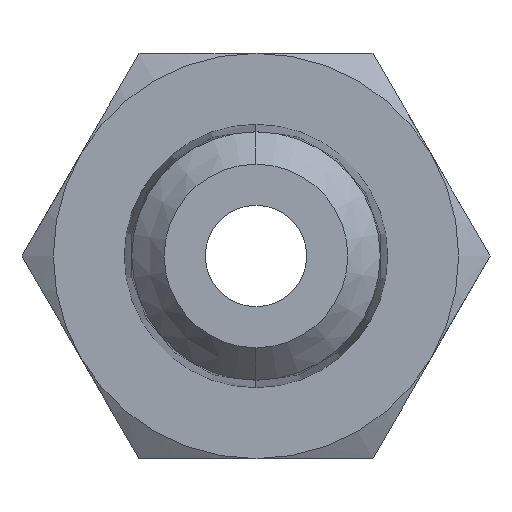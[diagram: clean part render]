
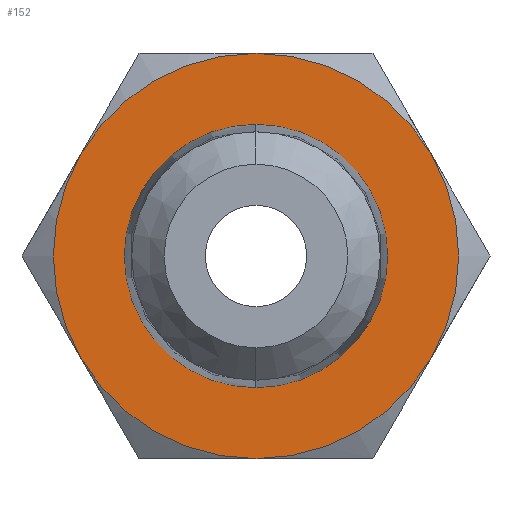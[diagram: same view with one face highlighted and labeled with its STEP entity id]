
A CAD part, front view. The second image highlights one B-rep face of the part: STEP entity #152.
In plain terms, the highlighted planar face has unit normal (0, -1, 0).
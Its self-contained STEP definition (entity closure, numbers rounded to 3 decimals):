
#42 = CIRCLE ( 'NONE', #1496, 3.249 ) ;
#60 = CIRCLE ( 'NONE', #1491, 5. ) ;
#111 = CIRCLE ( 'NONE', #1493, 5. ) ;
#133 = CIRCLE ( 'NONE', #1489, 5. ) ;
#136 = CIRCLE ( 'NONE', #1492, 5. ) ;
#144 = CIRCLE ( 'NONE', #1490, 5. ) ;
#147 = CIRCLE ( 'NONE', #1506, 3.249 ) ;
#152 = ADVANCED_FACE ( 'NONE', ( #1709, #1561 ), #544, .F. ) ;
#301 = EDGE_CURVE ( 'NONE', #482, #554, #133, .T. ) ;
#302 = EDGE_CURVE ( 'NONE', #554, #479, #144, .T. ) ;
#303 = EDGE_CURVE ( 'NONE', #479, #524, #60, .T. ) ;
#304 = EDGE_CURVE ( 'NONE', #524, #495, #136, .T. ) ;
#375 = CIRCLE ( 'NONE', #726, 5. ) ;
#384 = DIRECTION ( 'NONE',  ( 0., 0., 1. ) ) ;
#393 = DIRECTION ( 'NONE',  ( 0., 0., -1. ) ) ;
#406 = CARTESIAN_POINT ( 'NONE',  ( 0., 8., 0. ) ) ;
#418 = DIRECTION ( 'NONE',  ( 0., -1., 0. ) ) ;
#442 = VERTEX_POINT ( 'NONE', #523 ) ;
#473 = VERTEX_POINT ( 'NONE', #604 ) ;
#475 = DIRECTION ( 'NONE',  ( 0., 0., -1. ) ) ;
#477 = DIRECTION ( 'NONE',  ( 0., 1., 0. ) ) ;
#479 = VERTEX_POINT ( 'NONE', #627 ) ;
#480 = DIRECTION ( 'NONE',  ( 0., -1., 0. ) ) ;
#482 = VERTEX_POINT ( 'NONE', #619 ) ;
#492 = DIRECTION ( 'NONE',  ( 0., -1., 0. ) ) ;
#495 = VERTEX_POINT ( 'NONE', #617 ) ;
#498 = DIRECTION ( 'NONE',  ( 0., 0., -1. ) ) ;
#500 = VERTEX_POINT ( 'NONE', #621 ) ;
#503 = CARTESIAN_POINT ( 'NONE',  ( 3.249, 8., 0. ) ) ;
#518 = CARTESIAN_POINT ( 'NONE',  ( 0., 8., 0. ) ) ;
#523 = CARTESIAN_POINT ( 'NONE',  ( 0., 8., -3.249 ) ) ;
#524 = VERTEX_POINT ( 'NONE', #645 ) ;
#526 = DIRECTION ( 'NONE',  ( 0., 0., -1. ) ) ;
#544 = PLANE ( 'NONE',  #1449 ) ;
#545 = CARTESIAN_POINT ( 'NONE',  ( -4.33, 8., 2.5 ) ) ;
#549 = DIRECTION ( 'NONE',  ( 0., -1., 0. ) ) ;
#554 = VERTEX_POINT ( 'NONE', #545 ) ;
#556 = CARTESIAN_POINT ( 'NONE',  ( 0., 8., 0. ) ) ;
#558 = DIRECTION ( 'NONE',  ( 0., -1., 0. ) ) ;
#560 = CARTESIAN_POINT ( 'NONE',  ( 0., 8., 0. ) ) ;
#567 = DIRECTION ( 'NONE',  ( 0., -1., 0. ) ) ;
#569 = DIRECTION ( 'NONE',  ( 0., 0., -1. ) ) ;
#570 = CARTESIAN_POINT ( 'NONE',  ( 0., 8., 0. ) ) ;
#580 = CARTESIAN_POINT ( 'NONE',  ( 0., 8., 0. ) ) ;
#584 = DIRECTION ( 'NONE',  ( 0., 0., -1. ) ) ;
#604 = CARTESIAN_POINT ( 'NONE',  ( 4.33, 8., 2.5 ) ) ;
#617 = CARTESIAN_POINT ( 'NONE',  ( 4.33, 8., -2.5 ) ) ;
#619 = CARTESIAN_POINT ( 'NONE',  ( 0., 8., 5. ) ) ;
#621 = CARTESIAN_POINT ( 'NONE',  ( 0., 8., 3.249 ) ) ;
#627 = CARTESIAN_POINT ( 'NONE',  ( -4.33, 8., -2.5 ) ) ;
#645 = CARTESIAN_POINT ( 'NONE',  ( 0., 8., -5. ) ) ;
#658 = EDGE_CURVE ( 'NONE', #495, #473, #111, .T. ) ;
#669 = EDGE_CURVE ( 'NONE', #500, #442, #42, .T. ) ;
#689 = EDGE_CURVE ( 'NONE', #442, #500, #147, .T. ) ;
#726 = AXIS2_PLACEMENT_3D ( 'NONE', #1134, #1137, #1136 ) ;
#1062 = CARTESIAN_POINT ( 'NONE',  ( 0., 8., 0. ) ) ;
#1134 = CARTESIAN_POINT ( 'NONE',  ( 0., 8., 0. ) ) ;
#1136 = DIRECTION ( 'NONE',  ( 0., 0., -1. ) ) ;
#1137 = DIRECTION ( 'NONE',  ( 0., -1., 0. ) ) ;
#1176 = DIRECTION ( 'NONE',  ( 0., -1., 0. ) ) ;
#1178 = DIRECTION ( 'NONE',  ( 0., 0., -1. ) ) ;
#1265 = ORIENTED_EDGE ( 'NONE', *, *, #303, .T. ) ;
#1304 = ORIENTED_EDGE ( 'NONE', *, *, #301, .T. ) ;
#1326 = ORIENTED_EDGE ( 'NONE', *, *, #302, .T. ) ;
#1327 = EDGE_LOOP ( 'NONE', ( #1646, #1586 ) ) ;
#1328 = ORIENTED_EDGE ( 'NONE', *, *, #1447, .T. ) ;
#1355 = EDGE_LOOP ( 'NONE', ( #1328, #1304, #1326, #1265, #1612, #1611 ) ) ;
#1447 = EDGE_CURVE ( 'NONE', #473, #482, #375, .T. ) ;
#1449 = AXIS2_PLACEMENT_3D ( 'NONE', #503, #477, #384 ) ;
#1489 = AXIS2_PLACEMENT_3D ( 'NONE', #570, #567, #569 ) ;
#1490 = AXIS2_PLACEMENT_3D ( 'NONE', #560, #418, #475 ) ;
#1491 = AXIS2_PLACEMENT_3D ( 'NONE', #556, #558, #584 ) ;
#1492 = AXIS2_PLACEMENT_3D ( 'NONE', #580, #492, #498 ) ;
#1493 = AXIS2_PLACEMENT_3D ( 'NONE', #518, #549, #526 ) ;
#1496 = AXIS2_PLACEMENT_3D ( 'NONE', #406, #480, #393 ) ;
#1506 = AXIS2_PLACEMENT_3D ( 'NONE', #1062, #1176, #1178 ) ;
#1561 = FACE_BOUND ( 'NONE', #1327, .T. ) ;
#1586 = ORIENTED_EDGE ( 'NONE', *, *, #689, .F. ) ;
#1611 = ORIENTED_EDGE ( 'NONE', *, *, #658, .T. ) ;
#1612 = ORIENTED_EDGE ( 'NONE', *, *, #304, .T. ) ;
#1646 = ORIENTED_EDGE ( 'NONE', *, *, #669, .F. ) ;
#1709 = FACE_OUTER_BOUND ( 'NONE', #1355, .T. ) ;
